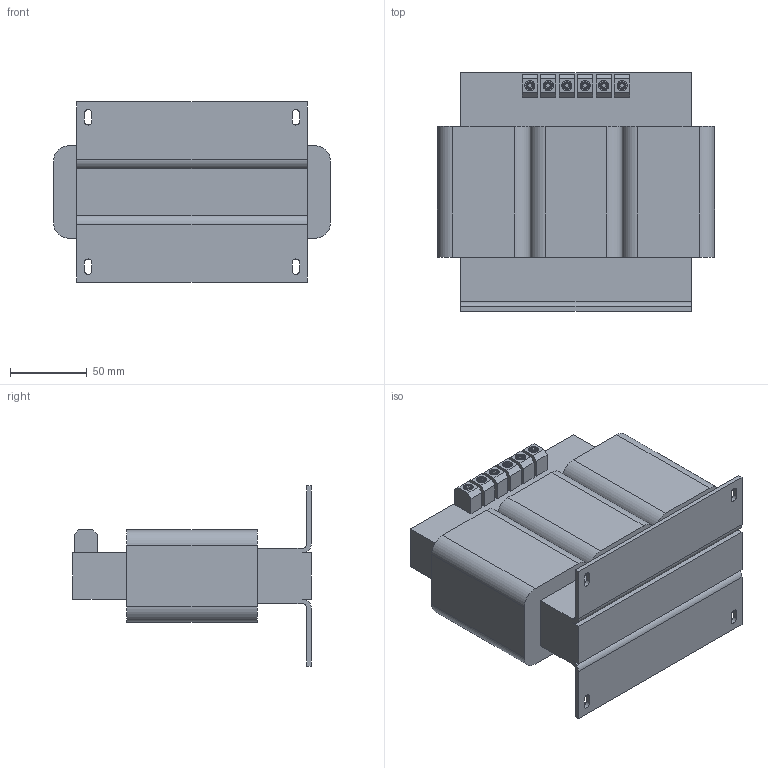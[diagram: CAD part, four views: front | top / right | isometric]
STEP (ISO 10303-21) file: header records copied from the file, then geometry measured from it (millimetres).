
FILE_DESCRIPTION(('STEP AP214'), '1');
FILE_NAME('12,5 - 15 篢牆', '', ('UNSPECIFIED'), ('UNSPECIFIED'), 'ASCON STEP Converter 1.3', 'ASCON Math Kernel', '');
FILE_SCHEMA(('AUTOMOTIVE_DESIGN { 1 0 10303 214 3 1 1}'));
Length unit declared in the file: millimetre
Bounding box: 180 x 155 x 117 mm (x, y, z)
Volume: 1286604.1 mm3; surface area: 123181.2 mm2
Topology: 1 solids, 1 shells, 240 faces, 576 edges, 370 vertices
Faces by surface type: plane 156, cylinder 78, torus 6
Full cylindrical faces by diameter (mm): 5 x6, 6.568 x6
Entity records: 8744 total; most frequent: CARTESIAN_POINT 1277, ORIENTED_EDGE 1116, DIRECTION 1094, EDGE_CURVE 558, LINE 432, VECTOR 432, VERTEX_POINT 370, AXIS2_PLACEMENT_3D 331
